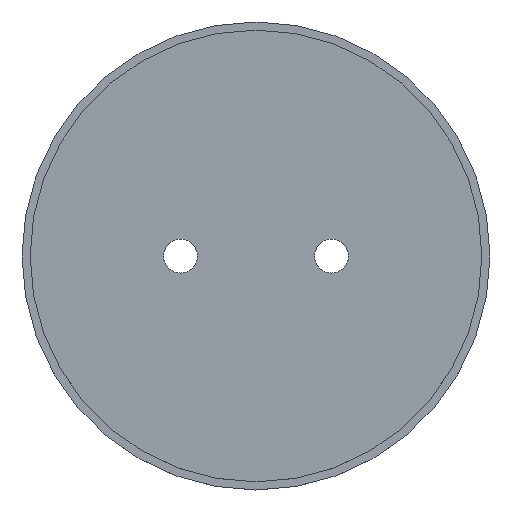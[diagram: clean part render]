
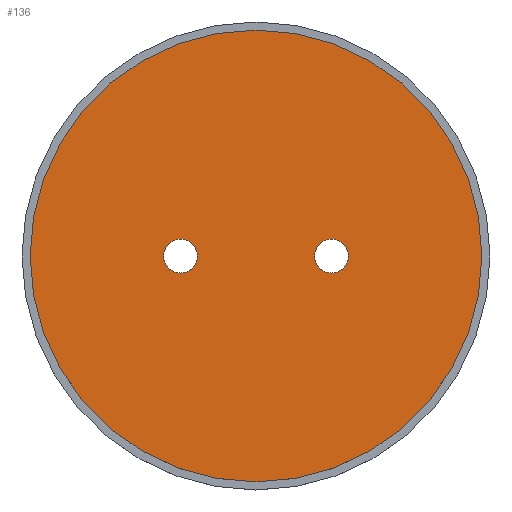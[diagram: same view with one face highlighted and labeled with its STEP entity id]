
A CAD part, top view. The second image highlights one B-rep face of the part: STEP entity #136.
In plain terms, the highlighted planar face has unit normal (0, 0, 1).
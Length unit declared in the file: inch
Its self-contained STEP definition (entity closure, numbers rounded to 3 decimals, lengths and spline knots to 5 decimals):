
#18=FACE_BOUND('',#45,.T.);
#19=FACE_BOUND('',#46,.T.);
#23=PLANE('',#169);
#32=FACE_OUTER_BOUND('',#44,.T.);
#44=EDGE_LOOP('',(#119));
#45=EDGE_LOOP('',(#120));
#46=EDGE_LOOP('',(#121));
#63=CIRCLE('',#159,1.87);
#66=CIRCLE('',#164,0.1405);
#67=CIRCLE('',#166,0.1405);
#73=VERTEX_POINT('',#229);
#76=VERTEX_POINT('',#238);
#77=VERTEX_POINT('',#242);
#84=EDGE_CURVE('',#73,#73,#63,.T.);
#88=EDGE_CURVE('',#76,#76,#66,.T.);
#90=EDGE_CURVE('',#77,#77,#67,.T.);
#119=ORIENTED_EDGE('',*,*,#84,.T.);
#120=ORIENTED_EDGE('',*,*,#90,.T.);
#121=ORIENTED_EDGE('',*,*,#88,.T.);
#136=ADVANCED_FACE('',(#32,#18,#19),#23,.T.);
#159=AXIS2_PLACEMENT_3D('',#230,#188,#189);
#164=AXIS2_PLACEMENT_3D('',#239,#199,#200);
#166=AXIS2_PLACEMENT_3D('',#243,#204,#205);
#169=AXIS2_PLACEMENT_3D('',#249,#212,#213);
#188=DIRECTION('center_axis',(0.,0.,1.));
#189=DIRECTION('ref_axis',(-1.,0.,0.));
#199=DIRECTION('center_axis',(0.,0.,-1.));
#200=DIRECTION('ref_axis',(1.,0.,0.));
#204=DIRECTION('center_axis',(0.,0.,-1.));
#205=DIRECTION('ref_axis',(1.,0.,0.));
#212=DIRECTION('center_axis',(0.,0.,1.));
#213=DIRECTION('ref_axis',(1.,0.,0.));
#229=CARTESIAN_POINT('',(1.87,0.,0.25));
#230=CARTESIAN_POINT('Origin',(0.,0.,0.25));
#238=CARTESIAN_POINT('',(-0.7655,-0.00107,0.25));
#239=CARTESIAN_POINT('Origin',(-0.625,-0.00107,
0.25));
#242=CARTESIAN_POINT('',(0.4845,-0.00107,0.25));
#243=CARTESIAN_POINT('Origin',(0.625,-0.00107,0.25));
#249=CARTESIAN_POINT('Origin',(0.,0.,0.25));
